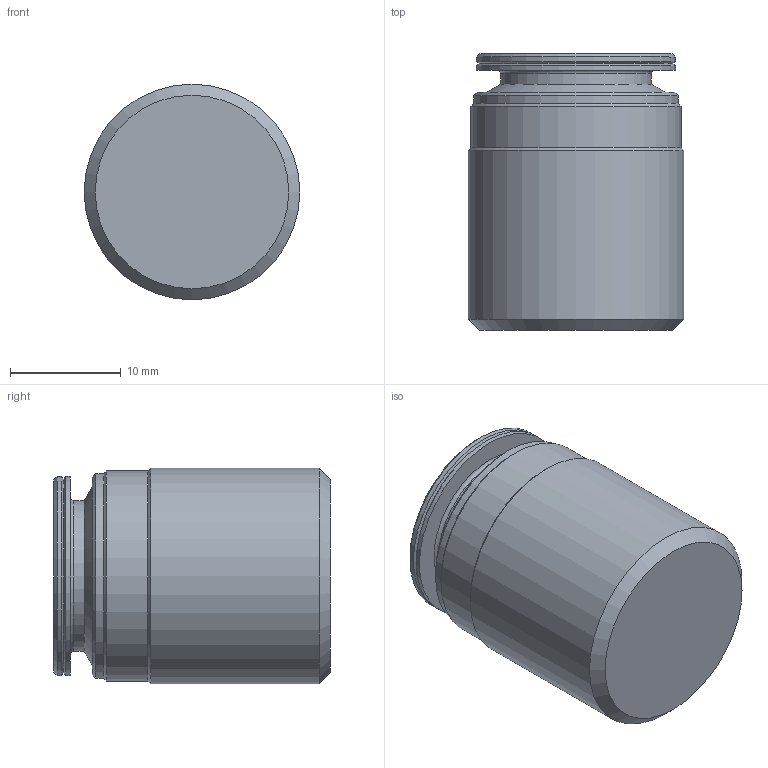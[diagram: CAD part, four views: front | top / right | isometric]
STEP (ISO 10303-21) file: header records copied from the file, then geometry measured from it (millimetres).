
FILE_DESCRIPTION(( 'MM.40.00.12.stp' ), '1');
FILE_NAME( 'MM.40.00.12.stp', '2021-03-02T15:05:57',( 'Sopra'),('sopra-pneumatic.com'), 'SwSTEP 2.0','SolidWorks 2009','' );
FILE_SCHEMA( ( 'CONFIG_CONTROL_DESIGN' ) );
Length unit declared in the file: millimetre
Products named in the file (1): Taglia-Rivoluzione1
Bounding box: 19.5 x 25 x 19.5 mm (x, y, z)
Volume: 4168.1 mm3; surface area: 3050.9 mm2
Topology: 1 solids, 1 shells, 27 faces, 50 edges, 29 vertices
Faces by surface type: cone 12, cylinder 8, plane 6, torus 1
Full cylindrical faces by diameter (mm): 12.85 x1, 13.65 x1, 17.5 x1, 18 x2, 18.5 x1, 19 x1, 19.5 x1
Entity records: 582 total; most frequent: DIRECTION 108, CARTESIAN_POINT 81, AXIS2_PLACEMENT_3D 54, EDGE_LOOP 52, ORIENTED_EDGE 52, FACE_OUTER_BOUND 36, ADVANCED_FACE 27, VERTEX_POINT 27
